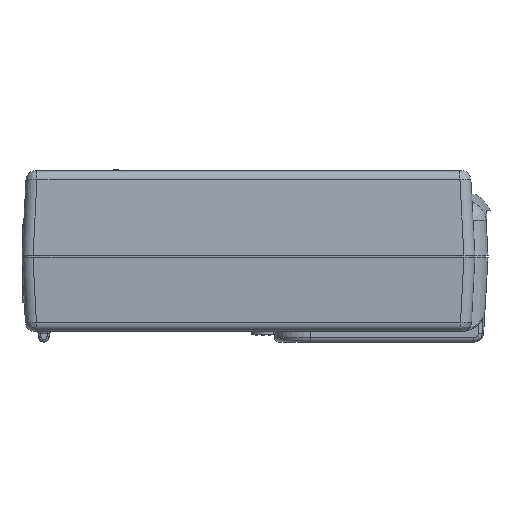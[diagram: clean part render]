
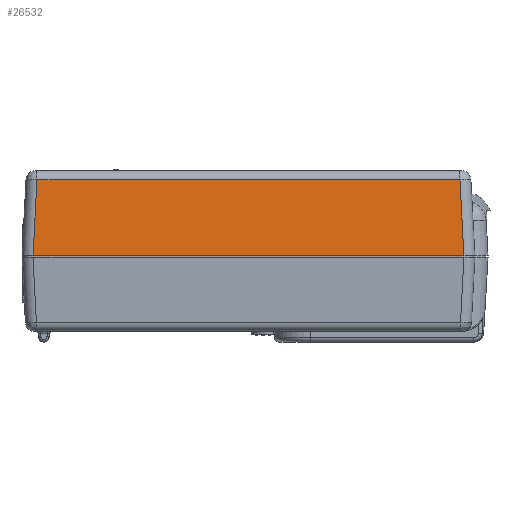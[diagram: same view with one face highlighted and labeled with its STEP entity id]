
A CAD part, top view. The second image highlights one B-rep face of the part: STEP entity #26532.
In plain terms, the highlighted planar face has unit normal (0, 0.052, 0.999).
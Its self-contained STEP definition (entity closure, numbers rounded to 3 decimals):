
#11701=CARTESIAN_POINT('',(53.575,34.81,25.822));
#11796=DIRECTION('',(-1.,0.,0.));
#11797=VECTOR('',#11796,96.351);
#11798=CARTESIAN_POINT('',(53.575,34.81,25.822));
#11799=LINE('',#11798,#11797);
#11800=DIRECTION('',(-1.,0.,0.));
#11801=VECTOR('',#11800,98.165);
#11802=CARTESIAN_POINT('',(54.482,17.5,26.729));
#11803=LINE('',#11802,#11801);
#11804=DIRECTION('',(0.052,0.997,-0.052));
#11805=VECTOR('',#11804,17.357);
#11806=CARTESIAN_POINT('',(-43.682,17.5,
26.729));
#11807=LINE('',#11806,#11805);
#11808=DIRECTION('',(0.052,-0.997,0.052));
#11809=VECTOR('',#11808,17.357);
#11810=CARTESIAN_POINT('',(53.575,34.81,25.822));
#11811=LINE('',#11810,#11809);
#22756=VERTEX_POINT('',#11701);
#22767=CARTESIAN_POINT('',(-42.775,34.81,
25.822));
#22768=VERTEX_POINT('',#22767);
#22769=CARTESIAN_POINT('',(54.482,17.5,26.729));
#22770=CARTESIAN_POINT('',(-43.682,17.5,
26.729));
#22771=VERTEX_POINT('',#22769);
#22772=VERTEX_POINT('',#22770);
#26518=CARTESIAN_POINT('',(-46.2,17.1,26.75));
#26519=DIRECTION('',(0.,0.052,0.999));
#26520=DIRECTION('',(1.,0.,0.));
#26521=AXIS2_PLACEMENT_3D('',#26518,#26519,#26520);
#26522=PLANE('',#26521);
#26524=ORIENTED_EDGE('',*,*,#26523,.T.);
#26526=ORIENTED_EDGE('',*,*,#26525,.T.);
#26527=ORIENTED_EDGE('',*,*,#26512,.F.);
#26529=ORIENTED_EDGE('',*,*,#26528,.T.);
#26530=EDGE_LOOP('',(#26524,#26526,#26527,#26529));
#26531=FACE_OUTER_BOUND('',#26530,.F.);
#26532=ADVANCED_FACE('',(#26531),#26522,.T.);
#26512=EDGE_CURVE('',#22756,#22768,#11799,.T.);
#26523=EDGE_CURVE('',#22771,#22772,#11803,.T.);
#26525=EDGE_CURVE('',#22772,#22768,#11807,.T.);
#26528=EDGE_CURVE('',#22756,#22771,#11811,.T.);
